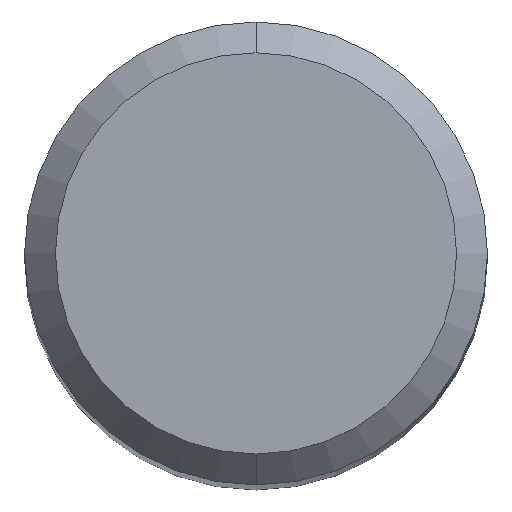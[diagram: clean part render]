
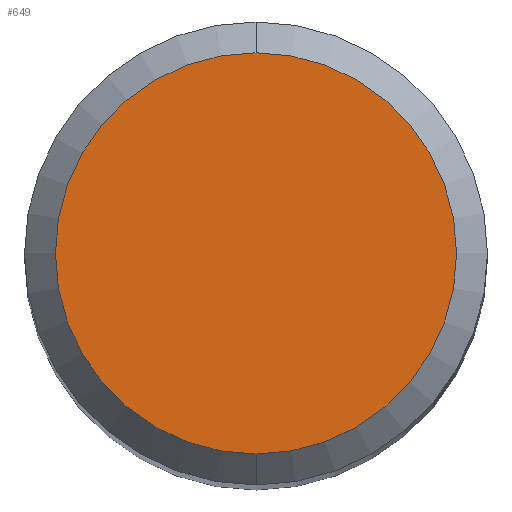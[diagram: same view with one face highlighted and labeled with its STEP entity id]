
A CAD part, top view. The second image highlights one B-rep face of the part: STEP entity #649.
In plain terms, the highlighted planar face has unit normal (0, 0, 1).
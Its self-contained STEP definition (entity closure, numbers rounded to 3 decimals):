
#309=EDGE_CURVE('',#423,#321,#820,.T.);
#321=VERTEX_POINT('',#832);
#423=VERTEX_POINT('',#940);
#649=ADVANCED_FACE('',(#1189),#1190,.T.);
#741=EDGE_CURVE('',#321,#423,#1293,.T.);
#820=CIRCLE('',#1391,2.6);
#832=CARTESIAN_POINT('',(0.0,2.6,0.0));
#940=CARTESIAN_POINT('',(0.,-2.6,0.0));
#1189=FACE_OUTER_BOUND('',#2956,.T.);
#1190=PLANE('',#2957);
#1293=CIRCLE('',#3841,2.6);
#1391=AXIS2_PLACEMENT_3D('',#3958,#3959,#3960);
#2956=EDGE_LOOP('',(#4342,#4343));
#2957=AXIS2_PLACEMENT_3D('',#4344,#4345,#4346);
#3841=AXIS2_PLACEMENT_3D('',#4463,#4464,#4465);
#3958=CARTESIAN_POINT('',(0.0,0.0,0.0));
#3959=DIRECTION('',(0.0,0.0,-1.0));
#3960=DIRECTION('',(0.0,1.0,0.0));
#4342=ORIENTED_EDGE('',*,*,#741,.F.);
#4343=ORIENTED_EDGE('',*,*,#309,.F.);
#4344=CARTESIAN_POINT('',(0.0,1.3,0.0));
#4345=DIRECTION('',(-0.0,0.0,1.0));
#4346=DIRECTION('',(0.0,-1.0,0.0));
#4463=CARTESIAN_POINT('',(0.0,0.0,0.0));
#4464=DIRECTION('',(0.0,0.0,-1.0));
#4465=DIRECTION('',(0.0,1.0,0.0));
